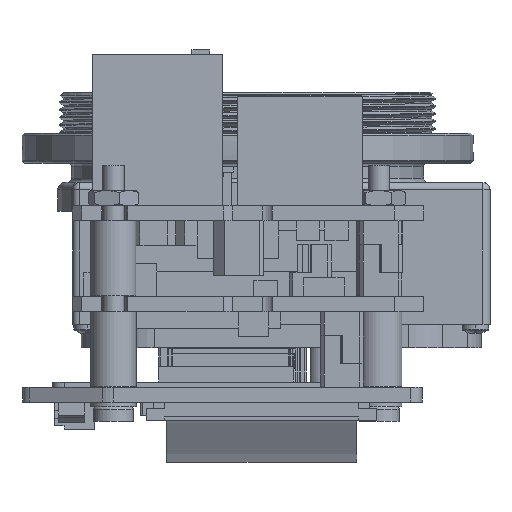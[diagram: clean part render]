
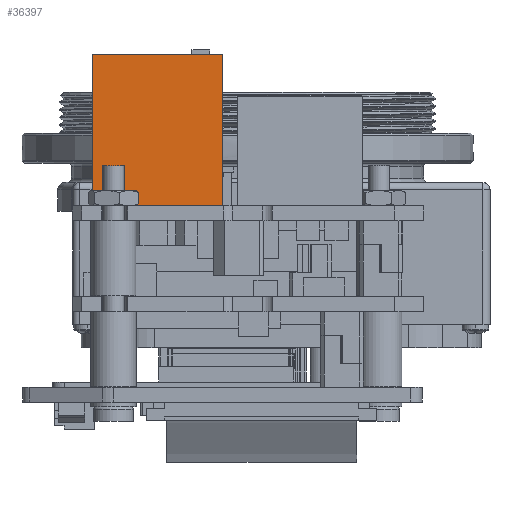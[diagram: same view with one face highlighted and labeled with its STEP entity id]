
A CAD part, left-side view. The second image highlights one B-rep face of the part: STEP entity #36397.
In plain terms, the highlighted planar face has unit normal (-1, 0, 0).
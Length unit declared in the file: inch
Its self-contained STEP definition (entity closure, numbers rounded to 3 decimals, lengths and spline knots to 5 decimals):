
#1159 = LINE ( 'NONE', #20348, #17140 ) ;
#2281 = CARTESIAN_POINT ( 'NONE',  ( -1.66982, 1.91622, 1.32381 ) ) ;
#2444 = DIRECTION ( 'NONE',  ( 0., 0., -1. ) ) ;
#4987 = ORIENTED_EDGE ( 'NONE', *, *, #49158, .T. ) ;
#7550 = DIRECTION ( 'NONE',  ( 1., 0., 0. ) ) ;
#7956 = PLANE ( 'NONE',  #58244 ) ;
#12561 = VERTEX_POINT ( 'NONE', #49522 ) ;
#15128 = CARTESIAN_POINT ( 'NONE',  ( -1.66982, 1.91622, 1.22735 ) ) ;
#16395 = ORIENTED_EDGE ( 'NONE', *, *, #39361, .T. ) ;
#17140 = VECTOR ( 'NONE', #50329, 39.37008 ) ;
#19408 = EDGE_CURVE ( 'NONE', #65580, #81448, #1159, .T. ) ;
#20348 = CARTESIAN_POINT ( 'NONE',  ( -1.66982, 1.91622, 1.85384 ) ) ;
#21313 = VECTOR ( 'NONE', #64400, 39.37008 ) ;
#23680 = VERTEX_POINT ( 'NONE', #23838 ) ;
#23838 = CARTESIAN_POINT ( 'NONE',  ( -1.66982, 1.38118, 1.22735 ) ) ;
#28280 = ORIENTED_EDGE ( 'NONE', *, *, #55823, .F. ) ;
#29482 = EDGE_LOOP ( 'NONE', ( #4987, #28280, #36678, #16395 ) ) ;
#33810 = CARTESIAN_POINT ( 'NONE',  ( -1.66982, 1.91622, 1.32381 ) ) ;
#36397 = ADVANCED_FACE ( 'NONE', ( #53361 ), #7956, .F. ) ;
#36678 = ORIENTED_EDGE ( 'NONE', *, *, #19408, .T. ) ;
#39361 = EDGE_CURVE ( 'NONE', #81448, #12561, #58984, .T. ) ;
#40263 = VECTOR ( 'NONE', #72199, 39.37008 ) ;
#40834 = DIRECTION ( 'NONE',  ( 0., 0., -1. ) ) ;
#46770 = LINE ( 'NONE', #15128, #40263 ) ;
#46934 = CARTESIAN_POINT ( 'NONE',  ( -1.66982, 1.91622, 1.85384 ) ) ;
#49158 = EDGE_CURVE ( 'NONE', #12561, #23680, #46770, .T. ) ;
#49522 = CARTESIAN_POINT ( 'NONE',  ( -1.66982, 1.91622, 1.22735 ) ) ;
#50329 = DIRECTION ( 'NONE',  ( 0., 1., 0. ) ) ;
#52898 = CARTESIAN_POINT ( 'NONE',  ( -1.66982, 1.38118, 1.32381 ) ) ;
#53361 = FACE_OUTER_BOUND ( 'NONE', #29482, .T. ) ;
#54510 = LINE ( 'NONE', #52898, #58057 ) ;
#55823 = EDGE_CURVE ( 'NONE', #65580, #23680, #54510, .T. ) ;
#58057 = VECTOR ( 'NONE', #2444, 39.37008 ) ;
#58244 = AXIS2_PLACEMENT_3D ( 'NONE', #33810, #7550, #40834 ) ;
#58268 = CARTESIAN_POINT ( 'NONE',  ( -1.66982, 1.38118, 1.85384 ) ) ;
#58984 = LINE ( 'NONE', #2281, #21313 ) ;
#64400 = DIRECTION ( 'NONE',  ( 0., 0., -1. ) ) ;
#65580 = VERTEX_POINT ( 'NONE', #58268 ) ;
#72199 = DIRECTION ( 'NONE',  ( 0., -1., 0. ) ) ;
#81448 = VERTEX_POINT ( 'NONE', #46934 ) ;
